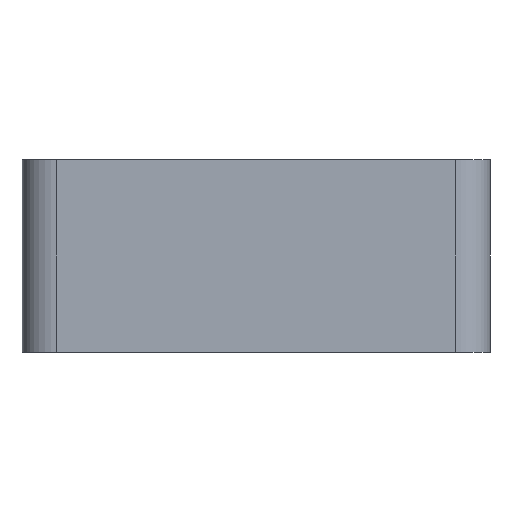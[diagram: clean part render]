
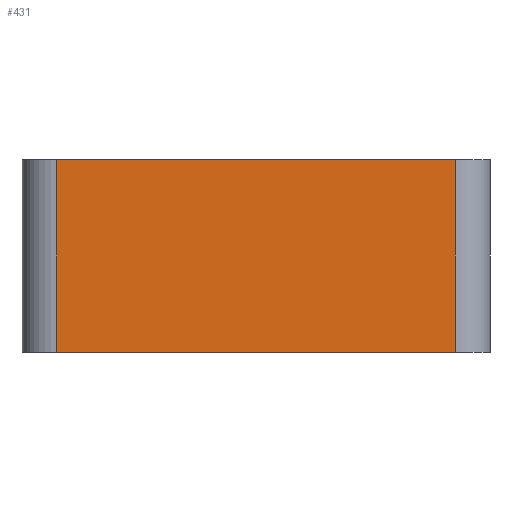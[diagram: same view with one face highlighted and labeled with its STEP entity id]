
A CAD part, front view. The second image highlights one B-rep face of the part: STEP entity #431.
In plain terms, the highlighted planar face has unit normal (0, -1, 0).
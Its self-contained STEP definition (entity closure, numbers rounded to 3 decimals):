
#29=PLANE('',#479);
#47=FACE_OUTER_BOUND('',#69,.T.);
#69=EDGE_LOOP('',(#331,#332,#333,#334));
#109=LINE('',#689,#149);
#110=LINE('',#691,#150);
#111=LINE('',#693,#151);
#112=LINE('',#694,#152);
#149=VECTOR('',#565,10.);
#150=VECTOR('',#566,10.);
#151=VECTOR('',#567,10.);
#152=VECTOR('',#568,10.);
#211=VERTEX_POINT('',#687);
#212=VERTEX_POINT('',#688);
#213=VERTEX_POINT('',#690);
#214=VERTEX_POINT('',#692);
#261=EDGE_CURVE('',#211,#212,#109,.T.);
#262=EDGE_CURVE('',#211,#213,#110,.T.);
#263=EDGE_CURVE('',#214,#213,#111,.T.);
#264=EDGE_CURVE('',#212,#214,#112,.T.);
#331=ORIENTED_EDGE('',*,*,#261,.F.);
#332=ORIENTED_EDGE('',*,*,#262,.T.);
#333=ORIENTED_EDGE('',*,*,#263,.F.);
#334=ORIENTED_EDGE('',*,*,#264,.F.);
#431=ADVANCED_FACE('',(#47),#29,.T.);
#479=AXIS2_PLACEMENT_3D('',#686,#563,#564);
#563=DIRECTION('center_axis',(0.,-1.,0.));
#564=DIRECTION('ref_axis',(1.,0.,0.));
#565=DIRECTION('',(-1.,0.,0.));
#566=DIRECTION('',(0.,0.,1.));
#567=DIRECTION('',(1.,0.,0.));
#568=DIRECTION('',(0.,0.,1.));
#686=CARTESIAN_POINT('Origin',(0.,-2.,0.));
#687=CARTESIAN_POINT('',(22.78,-2.,0.));
#688=CARTESIAN_POINT('',(0.,-2.,0.));
#689=CARTESIAN_POINT('',(22.78,-2.,0.));
#690=CARTESIAN_POINT('',(22.78,-2.,11.));
#691=CARTESIAN_POINT('',(22.78,-2.,0.));
#692=CARTESIAN_POINT('',(0.,-2.,11.));
#693=CARTESIAN_POINT('',(22.78,-2.,11.));
#694=CARTESIAN_POINT('',(0.,-2.,0.));
